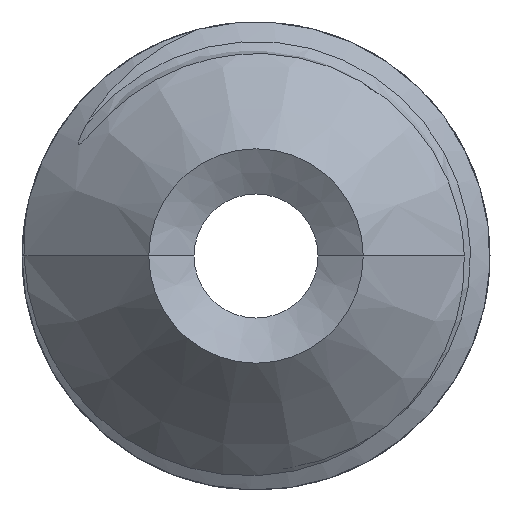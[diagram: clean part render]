
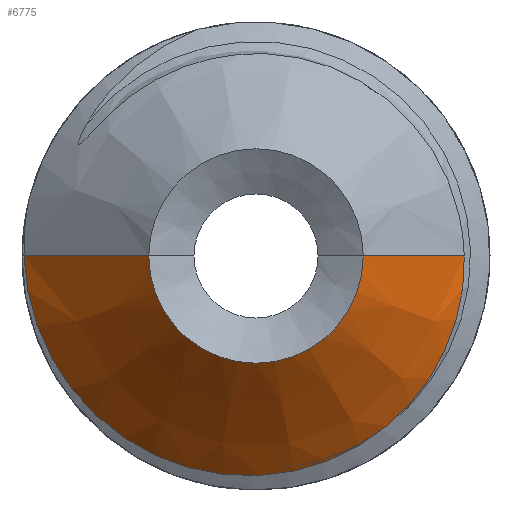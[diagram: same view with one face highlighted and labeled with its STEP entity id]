
A CAD part, left-side view. The second image highlights one B-rep face of the part: STEP entity #6775.
In plain terms, the highlighted conical face has half-angle 45 degrees and reference radius 2.175 mm.
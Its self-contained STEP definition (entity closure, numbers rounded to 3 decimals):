
#2825=CARTESIAN_POINT('',(1.375,-1.677,-2.18));
#2826=CARTESIAN_POINT('',(1.38,-1.563,
-2.274));
#2827=CARTESIAN_POINT('',(1.391,-1.321,
-2.444));
#2828=CARTESIAN_POINT('',(1.407,-0.923,
-2.637));
#2829=CARTESIAN_POINT('',(1.423,-0.495,
-2.766));
#2830=CARTESIAN_POINT('',(1.44,-0.044,
-2.827));
#2831=CARTESIAN_POINT('',(1.456,0.414,
-2.813));
#2832=CARTESIAN_POINT('',(1.472,0.859,
-2.727));
#2833=CARTESIAN_POINT('',(1.488,1.285,-2.572));
#2834=CARTESIAN_POINT('',(1.504,1.69,-2.346));
#2835=CARTESIAN_POINT('',(1.52,2.055,-2.057));
#2836=CARTESIAN_POINT('',(1.536,2.367,-1.716));
#2837=CARTESIAN_POINT('',(1.552,2.619,-1.334));
#2838=CARTESIAN_POINT('',(1.568,2.812,
-0.908));
#2839=CARTESIAN_POINT('',(1.584,2.935,
-0.462));
#2840=CARTESIAN_POINT('',(1.594,2.969,
-0.154));
#2841=CARTESIAN_POINT('',(1.6,2.975,0.));
#2924=CARTESIAN_POINT('',(0.,0.,0.));
#2925=DIRECTION('',(-1.,0.,0.));
#2926=DIRECTION('',(0.,1.,0.));
#2927=AXIS2_PLACEMENT_3D('',#2924,#2925,#2926);
#2929=DIRECTION('',(0.707,0.707,0.));
#2930=VECTOR('',#2929,2.262);
#2931=CARTESIAN_POINT('',(0.,1.375,0.));
#2932=LINE('',#2931,#2930);
#2933=DIRECTION('',(0.707,-0.707,0.));
#2934=VECTOR('',#2933,1.832);
#2935=CARTESIAN_POINT('',(0.,-1.375,0.));
#2936=LINE('',#2935,#2934);
#3381=CARTESIAN_POINT('',(1.295,-2.67,
0.));
#3382=CARTESIAN_POINT('',(1.299,-2.674,
-0.135));
#3383=CARTESIAN_POINT('',(1.307,-2.661,
-0.408));
#3384=CARTESIAN_POINT('',(1.319,-2.579,
-0.817));
#3385=CARTESIAN_POINT('',(1.332,-2.434,
-1.21));
#3386=CARTESIAN_POINT('',(1.346,-2.235,
-1.57));
#3387=CARTESIAN_POINT('',(1.36,-1.983,
-1.899));
#3388=CARTESIAN_POINT('',(1.37,-1.783,
-2.091));
#3389=CARTESIAN_POINT('',(1.375,-1.677,-2.18));
#3795=CARTESIAN_POINT('',(0.,1.375,0.));
#3796=CARTESIAN_POINT('',(1.6,2.975,0.));
#3797=VERTEX_POINT('',#3795);
#3798=VERTEX_POINT('',#3796);
#3799=CARTESIAN_POINT('',(0.,-1.375,0.));
#3800=CARTESIAN_POINT('',(1.295,-2.67,
0.));
#3801=VERTEX_POINT('',#3799);
#3802=VERTEX_POINT('',#3800);
#3852=VERTEX_POINT('',#3389);
#6759=CARTESIAN_POINT('',(0.8,0.,0.));
#6760=DIRECTION('',(1.,0.,0.));
#6761=DIRECTION('',(0.,-1.,0.));
#6762=AXIS2_PLACEMENT_3D('',#6759,#6760,#6761);
#6763=CONICAL_SURFACE('',#6762,2.175,45.);
#6765=ORIENTED_EDGE('',*,*,#6764,.F.);
#6767=ORIENTED_EDGE('',*,*,#6766,.T.);
#6769=ORIENTED_EDGE('',*,*,#6768,.T.);
#6771=ORIENTED_EDGE('',*,*,#6770,.T.);
#6772=ORIENTED_EDGE('',*,*,#6747,.T.);
#6773=EDGE_LOOP('',(#6765,#6767,#6769,#6771,#6772));
#6774=FACE_OUTER_BOUND('',#6773,.F.);
#2842=B_SPLINE_CURVE_WITH_KNOTS('',3,(#2825,#2826,#2827,#2828,#2829,#2830,#2831,
#2832,#2833,#2834,#2835,#2836,#2837,#2838,#2839,#2840,#2841),.UNSPECIFIED.,.F.,
.F.,(4,1,1,1,1,1,1,1,1,1,1,1,1,1,4),(0.,0.071,0.143,
0.214,0.286,0.357,0.429,0.5,
0.571,0.643,0.714,0.786,
0.857,0.929,1.),.UNSPECIFIED.);
#2928=CIRCLE('',#2927,1.375);
#3390=B_SPLINE_CURVE_WITH_KNOTS('',3,(#3381,#3382,#3383,#3384,#3385,#3386,#3387,
#3388,#3389),.UNSPECIFIED.,.F.,.F.,(4,1,1,1,1,1,4),(0.,0.167,
0.333,0.5,0.667,0.833,1.),
.UNSPECIFIED.);
#6747=EDGE_CURVE('',#3852,#3798,#2842,.T.);
#6764=EDGE_CURVE('',#3797,#3798,#2932,.T.);
#6766=EDGE_CURVE('',#3797,#3801,#2928,.T.);
#6768=EDGE_CURVE('',#3801,#3802,#2936,.T.);
#6770=EDGE_CURVE('',#3802,#3852,#3390,.T.);
#6775=ADVANCED_FACE('',(#6774),#6763,.T.);
